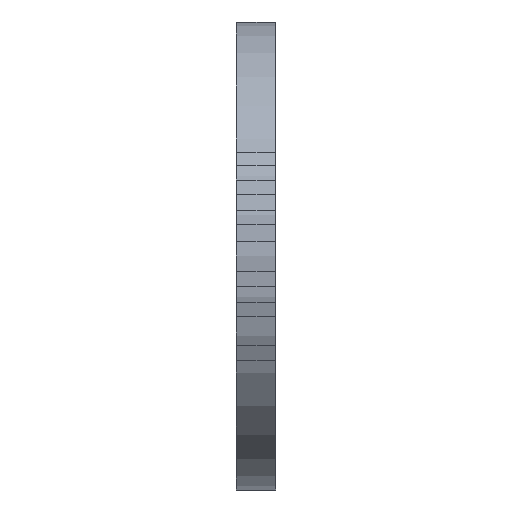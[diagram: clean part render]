
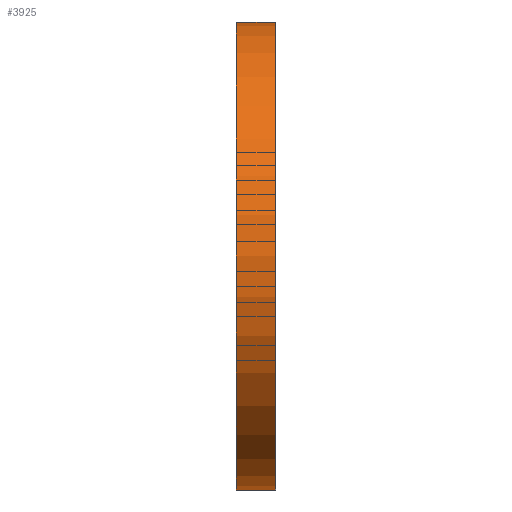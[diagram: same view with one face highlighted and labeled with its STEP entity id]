
A CAD part, left-side view. The second image highlights one B-rep face of the part: STEP entity #3925.
In plain terms, the highlighted cylindrical face has radius 38.1 mm (diameter 76.2 mm), a partial arc.
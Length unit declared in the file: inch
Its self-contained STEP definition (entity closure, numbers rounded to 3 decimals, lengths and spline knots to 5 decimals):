
#12 = CIRCLE ( 'NONE', #30434, 1.5 ) ;
#840 = CARTESIAN_POINT ( 'NONE',  ( -3.05006, 0.25, -1.5 ) ) ;
#3714 = ORIENTED_EDGE ( 'NONE', *, *, #12999, .F. ) ;
#3908 = CARTESIAN_POINT ( 'NONE',  ( -3.05006, 0.25, 0. ) ) ;
#3925 = ADVANCED_FACE ( 'NONE', ( #22719 ), #15280, .T. ) ;
#4327 = EDGE_CURVE ( 'NONE', #23192, #20083, #29428, .T. ) ;
#7839 = EDGE_CURVE ( 'NONE', #9057, #20083, #21646, .T. ) ;
#8774 = CARTESIAN_POINT ( 'NONE',  ( -3.05006, 0.25, -1.5 ) ) ;
#8980 = DIRECTION ( 'NONE',  ( 0., 0., -1. ) ) ;
#9057 = VERTEX_POINT ( 'NONE', #9278 ) ;
#9278 = CARTESIAN_POINT ( 'NONE',  ( -3.05006, 0., -1.5 ) ) ;
#10482 = CARTESIAN_POINT ( 'NONE',  ( -3.05006, 0., 0. ) ) ;
#10509 = ORIENTED_EDGE ( 'NONE', *, *, #4327, .F. ) ;
#11526 = CARTESIAN_POINT ( 'NONE',  ( -3.05006, 0.25, 0. ) ) ;
#12999 = EDGE_CURVE ( 'NONE', #13942, #23192, #12, .T. ) ;
#13046 = DIRECTION ( 'NONE',  ( 0., 0., 1. ) ) ;
#13866 = DIRECTION ( 'NONE',  ( 0., -1., 0. ) ) ;
#13942 = VERTEX_POINT ( 'NONE', #8774 ) ;
#14088 = DIRECTION ( 'NONE',  ( 0., 0., 1. ) ) ;
#14510 = AXIS2_PLACEMENT_3D ( 'NONE', #3908, #13866, #8980 ) ;
#14992 = DIRECTION ( 'NONE',  ( 0., -1., 0. ) ) ;
#15280 = CYLINDRICAL_SURFACE ( 'NONE', #14510, 1.5 ) ;
#15943 = AXIS2_PLACEMENT_3D ( 'NONE', #10482, #28125, #13046 ) ;
#17000 = CARTESIAN_POINT ( 'NONE',  ( -3.05006, 0.25, 1.5 ) ) ;
#17398 = EDGE_LOOP ( 'NONE', ( #23840, #10509, #3714, #29413 ) ) ;
#18489 = DIRECTION ( 'NONE',  ( 0., -1., 0. ) ) ;
#18964 = CARTESIAN_POINT ( 'NONE',  ( -3.05006, 0., 1.5 ) ) ;
#20083 = VERTEX_POINT ( 'NONE', #18964 ) ;
#21646 = CIRCLE ( 'NONE', #15943, 1.5 ) ;
#21926 = EDGE_CURVE ( 'NONE', #13942, #9057, #30804, .T. ) ;
#22434 = CARTESIAN_POINT ( 'NONE',  ( -3.05006, 0.25, 1.5 ) ) ;
#22687 = VECTOR ( 'NONE', #14992, 39.37008 ) ;
#22719 = FACE_OUTER_BOUND ( 'NONE', #17398, .T. ) ;
#23192 = VERTEX_POINT ( 'NONE', #17000 ) ;
#23840 = ORIENTED_EDGE ( 'NONE', *, *, #7839, .T. ) ;
#24076 = VECTOR ( 'NONE', #18489, 39.37008 ) ;
#28125 = DIRECTION ( 'NONE',  ( 0., 1., 0. ) ) ;
#29180 = DIRECTION ( 'NONE',  ( 0., 1., 0. ) ) ;
#29413 = ORIENTED_EDGE ( 'NONE', *, *, #21926, .T. ) ;
#29428 = LINE ( 'NONE', #22434, #22687 ) ;
#30434 = AXIS2_PLACEMENT_3D ( 'NONE', #11526, #29180, #14088 ) ;
#30804 = LINE ( 'NONE', #840, #24076 ) ;
